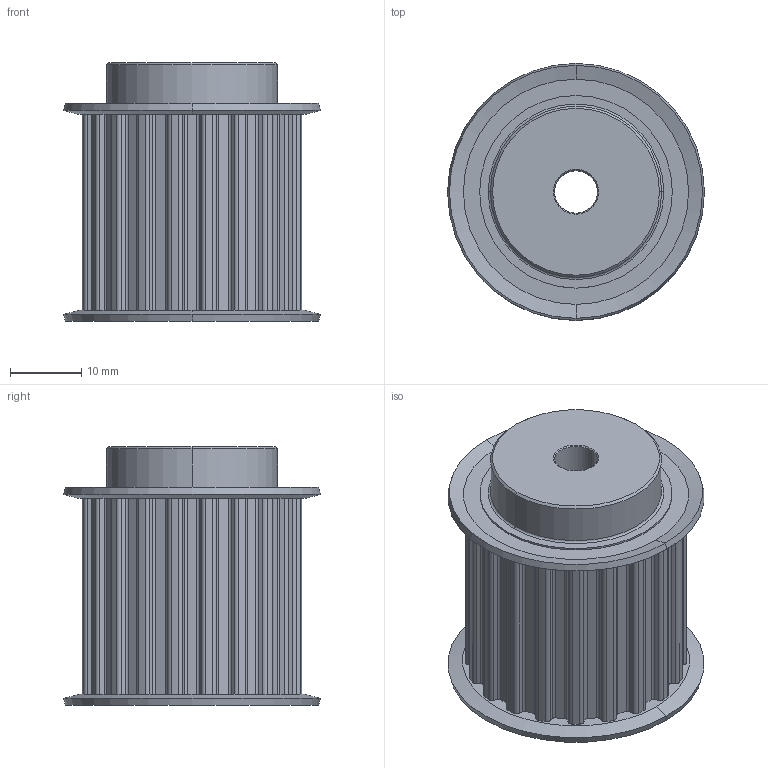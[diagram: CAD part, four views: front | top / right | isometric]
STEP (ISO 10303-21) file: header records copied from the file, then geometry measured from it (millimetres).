
FILE_DESCRIPTION((''),'2;1');
FILE_NAME('LS36T5_20-2_HUB-24X6_D-6H7','2015-10-16T',('SYSTEM'),(''),'PRO/ENGINEER BY PARAMETRIC TECHNOLOGY CORPORATION, 2015110','PRO/ENGINEER BY PARAMETRIC TECHNOLOGY CORPORATION, 2015110','');
FILE_SCHEMA(('AUTOMOTIVE_DESIGN { 1 0 10303 214 1 1 1 1 }'));
Length unit declared in the file: millimetre
Products named in the file (1): LS36T5_20-2_HUB-24X6_D-6H7
Bounding box: 36 x 36 x 36.27 mm (x, y, z)
Volume: 23079.6 mm3; surface area: 7285.6 mm2
Topology: 1 solids, 1 shells, 195 faces, 548 edges, 360 vertices
Faces by surface type: cylinder 108, plane 67, cone 18, torus 2
Entity records: 6612 total; most frequent: DIRECTION 1180, CARTESIAN_POINT 1105, ORIENTED_EDGE 1096, EDGE_CURVE 548, AXIS2_PLACEMENT_3D 437, VERTEX_POINT 360, VECTOR 306, LINE 306
